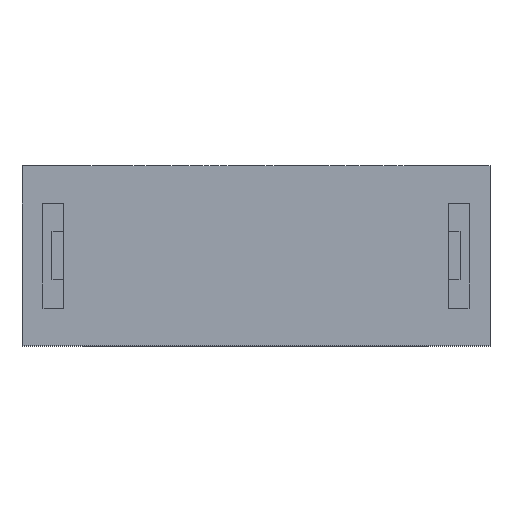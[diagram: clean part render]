
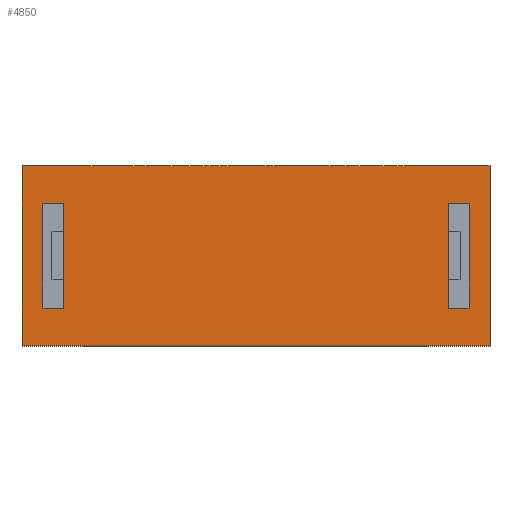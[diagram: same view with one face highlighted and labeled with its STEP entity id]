
A CAD part, top view. The second image highlights one B-rep face of the part: STEP entity #4850.
In plain terms, the highlighted planar face has unit normal (0, 0, 1).
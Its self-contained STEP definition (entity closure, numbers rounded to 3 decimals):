
#1086=ORIENTED_EDGE('',*,*,#2032,.F.);
#1087=ORIENTED_EDGE('',*,*,#2033,.F.);
#1088=ORIENTED_EDGE('',*,*,#2034,.F.);
#1089=ORIENTED_EDGE('',*,*,#2035,.F.);
#1090=ORIENTED_EDGE('',*,*,#2036,.F.);
#1091=ORIENTED_EDGE('',*,*,#2037,.F.);
#1092=ORIENTED_EDGE('',*,*,#2038,.F.);
#1093=ORIENTED_EDGE('',*,*,#2039,.F.);
#1094=ORIENTED_EDGE('',*,*,#2012,.F.);
#1095=ORIENTED_EDGE('',*,*,#2031,.F.);
#1096=ORIENTED_EDGE('',*,*,#2002,.T.);
#1097=ORIENTED_EDGE('',*,*,#2040,.T.);
#2002=EDGE_CURVE('',#2540,#2539,#3111,.T.);
#2012=EDGE_CURVE('',#2547,#2548,#3121,.T.);
#2031=EDGE_CURVE('',#2540,#2547,#3140,.T.);
#2032=EDGE_CURVE('',#2563,#2564,#3141,.T.);
#2033=EDGE_CURVE('',#2565,#2563,#3142,.T.);
#2034=EDGE_CURVE('',#2566,#2565,#3143,.T.);
#2035=EDGE_CURVE('',#2564,#2566,#3144,.T.);
#2036=EDGE_CURVE('',#2567,#2568,#3145,.T.);
#2037=EDGE_CURVE('',#2569,#2567,#3146,.T.);
#2038=EDGE_CURVE('',#2570,#2569,#3147,.T.);
#2039=EDGE_CURVE('',#2568,#2570,#3148,.T.);
#2040=EDGE_CURVE('',#2539,#2548,#3149,.T.);
#2539=VERTEX_POINT('',#7677);
#2540=VERTEX_POINT('',#7679);
#2547=VERTEX_POINT('',#7696);
#2548=VERTEX_POINT('',#7698);
#2563=VERTEX_POINT('',#7737);
#2564=VERTEX_POINT('',#7738);
#2565=VERTEX_POINT('',#7740);
#2566=VERTEX_POINT('',#7742);
#2567=VERTEX_POINT('',#7745);
#2568=VERTEX_POINT('',#7746);
#2569=VERTEX_POINT('',#7748);
#2570=VERTEX_POINT('',#7750);
#3111=LINE('',#7678,#3766);
#3121=LINE('',#7697,#3776);
#3140=LINE('',#7734,#3795);
#3141=LINE('',#7736,#3796);
#3142=LINE('',#7739,#3797);
#3143=LINE('',#7741,#3798);
#3144=LINE('',#7743,#3799);
#3145=LINE('',#7744,#3800);
#3146=LINE('',#7747,#3801);
#3147=LINE('',#7749,#3802);
#3148=LINE('',#7751,#3803);
#3149=LINE('',#7752,#3804);
#3766=VECTOR('',#6292,1000.);
#3776=VECTOR('',#6304,1000.);
#3795=VECTOR('',#6329,1000.);
#3796=VECTOR('',#6332,1000.);
#3797=VECTOR('',#6333,1000.);
#3798=VECTOR('',#6334,1000.);
#3799=VECTOR('',#6335,1000.);
#3800=VECTOR('',#6336,1000.);
#3801=VECTOR('',#6337,1000.);
#3802=VECTOR('',#6338,1000.);
#3803=VECTOR('',#6339,1000.);
#3804=VECTOR('',#6340,1000.);
#4129=EDGE_LOOP('',(#1086,#1087,#1088,#1089));
#4130=EDGE_LOOP('',(#1090,#1091,#1092,#1093));
#4131=EDGE_LOOP('',(#1094,#1095,#1096,#1097));
#4386=FACE_BOUND('',#4129,.T.);
#4387=FACE_BOUND('',#4130,.T.);
#4388=FACE_BOUND('',#4131,.T.);
#4611=PLANE('',#5338);
#4850=ADVANCED_FACE('',(#4386,#4387,#4388),#4611,.T.);
#5338=AXIS2_PLACEMENT_3D('',#7735,#6330,#6331);
#6292=DIRECTION('',(1.,0.,0.));
#6304=DIRECTION('',(1.,0.,0.));
#6329=DIRECTION('',(0.,1.,0.));
#6330=DIRECTION('',(0.,0.,1.));
#6331=DIRECTION('',(1.,0.,0.));
#6332=DIRECTION('',(-1.,0.,0.));
#6333=DIRECTION('',(0.,1.,0.));
#6334=DIRECTION('',(1.,0.,0.));
#6335=DIRECTION('',(0.,-1.,0.));
#6336=DIRECTION('',(0.,1.,0.));
#6337=DIRECTION('',(1.,0.,0.));
#6338=DIRECTION('',(0.,-1.,0.));
#6339=DIRECTION('',(-1.,0.,0.));
#6340=DIRECTION('',(0.,1.,0.));
#7677=CARTESIAN_POINT('',(7.805,-3.,1.15));
#7678=CARTESIAN_POINT('',(-7.805,-3.,1.15));
#7679=CARTESIAN_POINT('',(-7.805,-3.,1.15));
#7696=CARTESIAN_POINT('',(-7.805,3.,1.15));
#7697=CARTESIAN_POINT('',(-7.805,3.,1.15));
#7698=CARTESIAN_POINT('',(7.805,3.,1.15));
#7734=CARTESIAN_POINT('',(-7.805,-3.,1.15));
#7735=CARTESIAN_POINT('',(-7.805,-3.,1.15));
#7736=CARTESIAN_POINT('',(-6.405,1.75,1.15));
#7737=CARTESIAN_POINT('',(-6.405,1.75,1.15));
#7738=CARTESIAN_POINT('',(-7.105,1.75,1.15));
#7739=CARTESIAN_POINT('',(-6.405,-1.75,1.15));
#7740=CARTESIAN_POINT('',(-6.405,-1.75,1.15));
#7741=CARTESIAN_POINT('',(-7.105,-1.75,1.15));
#7742=CARTESIAN_POINT('',(-7.105,-1.75,1.15));
#7743=CARTESIAN_POINT('',(-7.105,1.75,1.15));
#7744=CARTESIAN_POINT('',(7.105,-1.75,1.15));
#7745=CARTESIAN_POINT('',(7.105,-1.75,1.15));
#7746=CARTESIAN_POINT('',(7.105,1.75,1.15));
#7747=CARTESIAN_POINT('',(6.405,-1.75,1.15));
#7748=CARTESIAN_POINT('',(6.405,-1.75,1.15));
#7749=CARTESIAN_POINT('',(6.405,1.75,1.15));
#7750=CARTESIAN_POINT('',(6.405,1.75,1.15));
#7751=CARTESIAN_POINT('',(7.105,1.75,1.15));
#7752=CARTESIAN_POINT('',(7.805,-3.,1.15));
